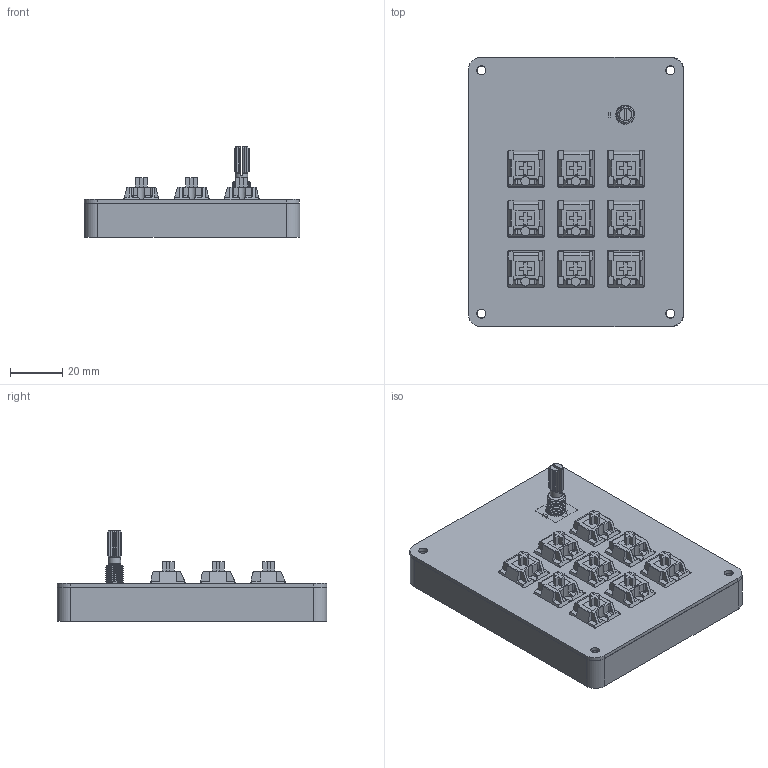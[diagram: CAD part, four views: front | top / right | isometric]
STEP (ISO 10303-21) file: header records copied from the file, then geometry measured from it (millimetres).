
FILE_DESCRIPTION(/* description */ (''),/* implementation_level */ '2;1');
FILE_NAME(/* name */ 'Pad CAD.step',/* time_stamp */ '2025-12-05T20:25:30+05:30',/* author */ (''),/* organization */ (''),/* preprocessor_version */ 'ST-DEVELOPER v20.1',/* originating_system */ 'Autodesk Translation Framework v14.21.0.0',/* authorisation */ '');
FILE_SCHEMA (('AUTOMOTIVE_DESIGN { 1 0 10303 214 3 1 1 }'));
Length unit declared in the file: millimetre
Products named in the file (17): 2025-12-04-15-55-12-891; 2025-12-04-16-10-59-864; 2025-12-05-12-37-47-821; 2025-12-05-12-37-47-822; 2025-12-05-12-37-47-823; 2025-12-05-12-37-47-826; 2025-12-05-12-37-47-823_1; 2025-12-05-12-37-47-823_2; 2025-12-05-12-37-47-823_3; 2025-12-05-12-37-47-823_4; 2025-12-05-12-37-47-823_5; 2025-12-05-12-37-47-823_6; 2025-12-05-12-37-47-823_7; 2025-12-05-12-37-47-823_8; 2025-12-05-12-37-47-824; 2025-12-05-12-37-47-825; 2025-12-05-14-38-39-326
Assembly tree (32 placements, depth 4):
  2025-12-04-15-55-12-891
    2025-12-04-16-10-59-864
    2025-12-05-12-37-47-821
      2025-12-05-12-37-47-822
      2025-12-05-12-37-47-823
        2025-12-05-12-37-47-824
        2025-12-05-12-37-47-825
      2025-12-05-12-37-47-826
      2025-12-05-12-37-47-823_1
        2025-12-05-12-37-47-824
        2025-12-05-12-37-47-825
      2025-12-05-12-37-47-823_2
        2025-12-05-12-37-47-824
        2025-12-05-12-37-47-825
      2025-12-05-12-37-47-823_3
        2025-12-05-12-37-47-824
        2025-12-05-12-37-47-825
      2025-12-05-12-37-47-823_4
        2025-12-05-12-37-47-824
        2025-12-05-12-37-47-825
      2025-12-05-12-37-47-823_5
        2025-12-05-12-37-47-824
        2025-12-05-12-37-47-825
      2025-12-05-12-37-47-823_6
        2025-12-05-12-37-47-824
        2025-12-05-12-37-47-825
      2025-12-05-12-37-47-823_7
        2025-12-05-12-37-47-824
        2025-12-05-12-37-47-825
      2025-12-05-12-37-47-823_8
        2025-12-05-12-37-47-824
        2025-12-05-12-37-47-825
    2025-12-05-14-38-39-326
Bounding box: 82.2 x 102.77 x 34.43 mm (x, y, z)
Volume: 89755 mm3; surface area: 67783.2 mm2
Topology: 85 solids, 85 shells, 1916 faces, 4834 edges, 3122 vertices
Faces by surface type: plane 1371, cylinder 423, cone 61, torus 24, bspline 19, sphere 18
Full cylindrical faces by diameter (mm): 0.889 x14, 1 x5, 1.5 x18, 1.6 x18, 1.7 x18, 3 x2, 3.3 x4, 3.4 x4, 3.85 x9, 4 x9, 4.7 x1, 6 x4, 7 x8, 7.2 x1
Entity records: 31788 total; most frequent: CARTESIAN_POINT 8768, DIRECTION 4570, ORIENTED_EDGE 4500, EDGE_CURVE 2250, AXIS2_PLACEMENT_3D 1532, LINE 1506, VECTOR 1506, VERTEX_POINT 1426
